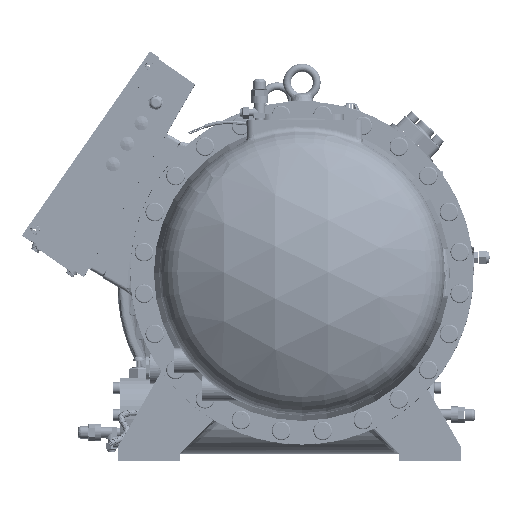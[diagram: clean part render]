
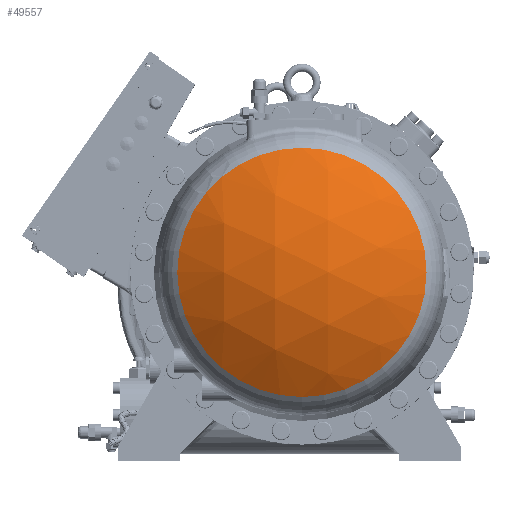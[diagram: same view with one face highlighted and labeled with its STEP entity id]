
A CAD part, top view. The second image highlights one B-rep face of the part: STEP entity #49557.
In plain terms, the highlighted spherical face has radius 348 mm.
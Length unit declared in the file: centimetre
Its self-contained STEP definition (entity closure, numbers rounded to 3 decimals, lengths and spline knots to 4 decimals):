
#1479=SPHERICAL_SURFACE('',#52537,34.8);
#13070=FACE_OUTER_BOUND('',#15404,.T.);
#15404=EDGE_LOOP('',(#36954));
#18901=CIRCLE('',#52533,19.9603);
#21820=VERTEX_POINT('',#73691);
#28492=EDGE_CURVE('',#21820,#21820,#18901,.T.);
#36954=ORIENTED_EDGE('',*,*,#28492,.F.);
#49557=ADVANCED_FACE('',(#13070),#1479,.T.);
#52533=AXIS2_PLACEMENT_3D('',#73692,#57723,#57724);
#52537=AXIS2_PLACEMENT_3D('',#73843,#57731,#57732);
#57723=DIRECTION('center_axis',(0.,0.,
-1.));
#57724=DIRECTION('ref_axis',(-1.,0.,0.));
#57731=DIRECTION('center_axis',(1.,0.,0.));
#57732=DIRECTION('ref_axis',(0.,1.,0.));
#73691=CARTESIAN_POINT('',(4.,-17.5603,54.8566));
#73692=CARTESIAN_POINT('Origin',(4.,2.4,54.8566));
#73843=CARTESIAN_POINT('Origin',(4.,2.4,26.35));
